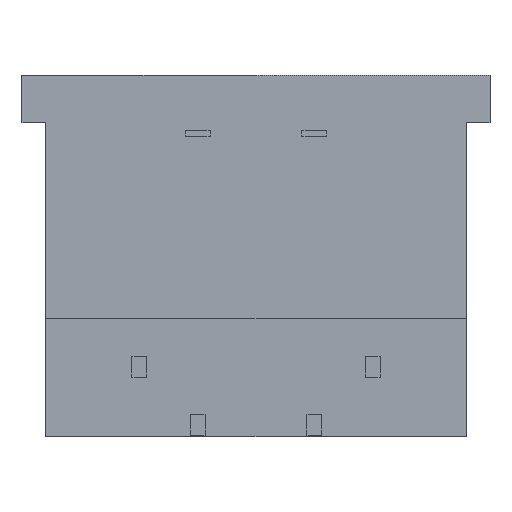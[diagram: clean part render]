
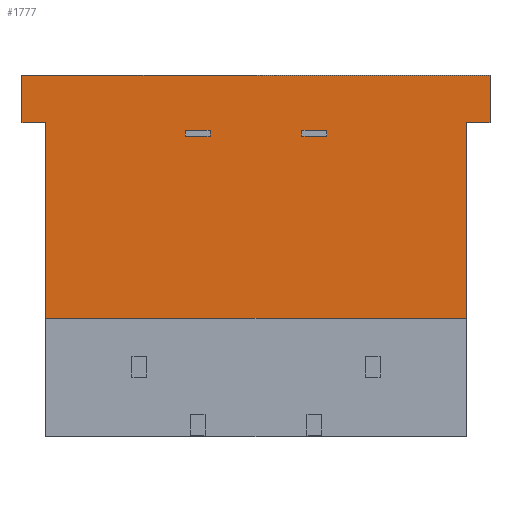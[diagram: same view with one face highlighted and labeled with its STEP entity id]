
A CAD part, front view. The second image highlights one B-rep face of the part: STEP entity #1777.
In plain terms, the highlighted planar face has unit normal (0, -1, 0).
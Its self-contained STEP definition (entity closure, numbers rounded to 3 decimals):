
#72=DIRECTION('',(1.,0.,0.));
#73=VECTOR('',#72,20.066);
#74=CARTESIAN_POINT('',(-10.033,0.,0.));
#75=LINE('',#74,#73);
#295=DIRECTION('',(1.,0.,0.));
#296=VECTOR('',#295,18.034);
#297=CARTESIAN_POINT('',(-9.017,0.,-10.414));
#298=LINE('',#297,#296);
#299=DIRECTION('',(0.,0.,-1.));
#300=VECTOR('',#299,2.032);
#301=CARTESIAN_POINT('',(-10.033,0.,0.));
#302=LINE('',#301,#300);
#303=DIRECTION('',(0.,0.,1.));
#304=VECTOR('',#303,8.382);
#305=CARTESIAN_POINT('',(9.017,0.,-10.414));
#306=LINE('',#305,#304);
#307=DIRECTION('',(0.,0.,-1.));
#308=VECTOR('',#307,0.254);
#309=CARTESIAN_POINT('',(1.969,0.,-2.362));
#310=LINE('',#309,#308);
#311=DIRECTION('',(1.,0.,0.));
#312=VECTOR('',#311,1.067);
#313=CARTESIAN_POINT('',(1.969,0.,-2.616));
#314=LINE('',#313,#312);
#315=DIRECTION('',(0.,0.,1.));
#316=VECTOR('',#315,0.254);
#317=CARTESIAN_POINT('',(3.035,0.,-2.616));
#318=LINE('',#317,#316);
#319=DIRECTION('',(-1.,0.,0.));
#320=VECTOR('',#319,1.067);
#321=CARTESIAN_POINT('',(3.035,0.,-2.362));
#322=LINE('',#321,#320);
#323=DIRECTION('',(-1.,0.,0.));
#324=VECTOR('',#323,1.067);
#325=CARTESIAN_POINT('',(-1.969,0.,-2.362));
#326=LINE('',#325,#324);
#327=DIRECTION('',(0.,0.,-1.));
#328=VECTOR('',#327,0.254);
#329=CARTESIAN_POINT('',(-3.035,0.,-2.362));
#330=LINE('',#329,#328);
#331=DIRECTION('',(1.,0.,0.));
#332=VECTOR('',#331,1.067);
#333=CARTESIAN_POINT('',(-3.035,0.,-2.616));
#334=LINE('',#333,#332);
#335=DIRECTION('',(0.,0.,1.));
#336=VECTOR('',#335,0.254);
#337=CARTESIAN_POINT('',(-1.969,0.,-2.616));
#338=LINE('',#337,#336);
#476=DIRECTION('',(1.,0.,0.));
#477=VECTOR('',#476,1.016);
#478=CARTESIAN_POINT('',(9.017,0.,-2.032));
#479=LINE('',#478,#477);
#492=DIRECTION('',(1.,0.,0.));
#493=VECTOR('',#492,1.016);
#494=CARTESIAN_POINT('',(-10.033,0.,-2.032));
#495=LINE('',#494,#493);
#581=DIRECTION('',(0.,0.,1.));
#582=VECTOR('',#581,8.382);
#583=CARTESIAN_POINT('',(-9.017,0.,-10.414));
#584=LINE('',#583,#582);
#725=DIRECTION('',(0.,0.,-1.));
#726=VECTOR('',#725,2.032);
#727=CARTESIAN_POINT('',(10.033,0.,0.));
#728=LINE('',#727,#726);
#1229=CARTESIAN_POINT('',(-10.033,0.,0.));
#1230=CARTESIAN_POINT('',(10.033,0.,0.));
#1231=VERTEX_POINT('',#1229);
#1232=VERTEX_POINT('',#1230);
#1237=CARTESIAN_POINT('',(10.033,0.,-2.032));
#1239=VERTEX_POINT('',#1237);
#1243=CARTESIAN_POINT('',(-10.033,0.,-2.032));
#1244=VERTEX_POINT('',#1243);
#1261=CARTESIAN_POINT('',(9.017,0.,-2.032));
#1262=VERTEX_POINT('',#1261);
#1263=CARTESIAN_POINT('',(-9.017,0.,-2.032));
#1265=VERTEX_POINT('',#1263);
#1405=CARTESIAN_POINT('',(-9.017,0.,-10.414));
#1406=CARTESIAN_POINT('',(9.017,0.,-10.414));
#1407=VERTEX_POINT('',#1405);
#1408=VERTEX_POINT('',#1406);
#1513=CARTESIAN_POINT('',(1.969,0.,-2.362));
#1514=CARTESIAN_POINT('',(1.969,0.,-2.616));
#1515=VERTEX_POINT('',#1513);
#1516=VERTEX_POINT('',#1514);
#1517=CARTESIAN_POINT('',(3.035,0.,-2.616));
#1518=VERTEX_POINT('',#1517);
#1519=CARTESIAN_POINT('',(3.035,0.,-2.362));
#1520=VERTEX_POINT('',#1519);
#1593=CARTESIAN_POINT('',(-1.969,0.,-2.362));
#1594=CARTESIAN_POINT('',(-3.035,0.,-2.362));
#1595=VERTEX_POINT('',#1593);
#1596=VERTEX_POINT('',#1594);
#1597=CARTESIAN_POINT('',(-3.035,0.,-2.616));
#1598=VERTEX_POINT('',#1597);
#1599=CARTESIAN_POINT('',(-1.969,0.,-2.616));
#1600=VERTEX_POINT('',#1599);
#1735=CARTESIAN_POINT('',(-10.033,0.,0.));
#1736=DIRECTION('',(0.,-1.,0.));
#1737=DIRECTION('',(1.,0.,0.));
#1738=AXIS2_PLACEMENT_3D('',#1735,#1736,#1737);
#1739=PLANE('',#1738);
#1741=ORIENTED_EDGE('',*,*,#1740,.F.);
#1743=ORIENTED_EDGE('',*,*,#1742,.T.);
#1745=ORIENTED_EDGE('',*,*,#1744,.F.);
#1747=ORIENTED_EDGE('',*,*,#1746,.F.);
#1748=ORIENTED_EDGE('',*,*,#1606,.T.);
#1750=ORIENTED_EDGE('',*,*,#1749,.T.);
#1752=ORIENTED_EDGE('',*,*,#1751,.F.);
#1754=ORIENTED_EDGE('',*,*,#1753,.F.);
#1755=EDGE_LOOP('',(#1741,#1743,#1745,#1747,#1748,#1750,#1752,#1754));
#1756=FACE_OUTER_BOUND('',#1755,.F.);
#1758=ORIENTED_EDGE('',*,*,#1757,.T.);
#1760=ORIENTED_EDGE('',*,*,#1759,.T.);
#1762=ORIENTED_EDGE('',*,*,#1761,.T.);
#1764=ORIENTED_EDGE('',*,*,#1763,.T.);
#1765=EDGE_LOOP('',(#1758,#1760,#1762,#1764));
#1766=FACE_BOUND('',#1765,.F.);
#1768=ORIENTED_EDGE('',*,*,#1767,.T.);
#1770=ORIENTED_EDGE('',*,*,#1769,.T.);
#1772=ORIENTED_EDGE('',*,*,#1771,.T.);
#1774=ORIENTED_EDGE('',*,*,#1773,.T.);
#1775=EDGE_LOOP('',(#1768,#1770,#1772,#1774));
#1776=FACE_BOUND('',#1775,.F.);
#1777=ADVANCED_FACE('',(#1756,#1766,#1776),#1739,.T.);
#1606=EDGE_CURVE('',#1231,#1232,#75,.T.);
#1740=EDGE_CURVE('',#1407,#1408,#298,.T.);
#1742=EDGE_CURVE('',#1407,#1265,#584,.T.);
#1744=EDGE_CURVE('',#1244,#1265,#495,.T.);
#1746=EDGE_CURVE('',#1231,#1244,#302,.T.);
#1749=EDGE_CURVE('',#1232,#1239,#728,.T.);
#1751=EDGE_CURVE('',#1262,#1239,#479,.T.);
#1753=EDGE_CURVE('',#1408,#1262,#306,.T.);
#1757=EDGE_CURVE('',#1515,#1516,#310,.T.);
#1759=EDGE_CURVE('',#1516,#1518,#314,.T.);
#1761=EDGE_CURVE('',#1518,#1520,#318,.T.);
#1763=EDGE_CURVE('',#1520,#1515,#322,.T.);
#1767=EDGE_CURVE('',#1595,#1596,#326,.T.);
#1769=EDGE_CURVE('',#1596,#1598,#330,.T.);
#1771=EDGE_CURVE('',#1598,#1600,#334,.T.);
#1773=EDGE_CURVE('',#1600,#1595,#338,.T.);
